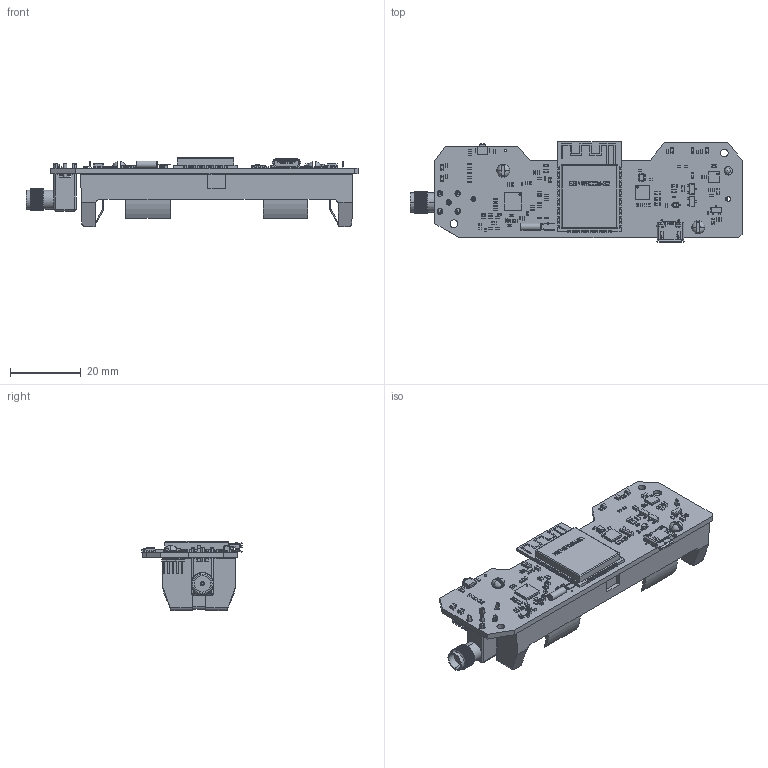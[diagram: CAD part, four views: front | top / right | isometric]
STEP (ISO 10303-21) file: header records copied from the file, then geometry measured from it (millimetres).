
FILE_DESCRIPTION(('KiCad electronic assembly'),'2;1');
FILE_NAME('L-Clip-V0.step','2019-02-17T22:20:49',('An Author'),( 'A Company'),'Open CASCADE STEP processor 6.9', 'KiCad to STEP converter','Unknown');
FILE_SCHEMA(('AUTOMOTIVE_DESIGN { 1 0 10303 214 1 1 1 1 }'));
Length unit declared in the file: millimetre
Products named in the file (40): Open CASCADE STEP translator 6.9 1; c-5-1814400-1-d-3d; SOLID; R_0402_1005Metric; C_0402_1005Metric; PinHeader_2x05_P1.27mm_Vertical_SMD; L_0402_1005Metric; QFN-32-1EP_5x5mm_P0.5mm_EP3.45x3.45mm; esp-wroom-32; LED_0603_1608Metric; 10103594; SOT-23; Crystal_DS26_D2.0mm_L6.0mm_Vertical; B3U_3000P[]_B; C_0603_1608Metric; D_SOD-323; R_0603_1608Metric; DFN-10-1EP_3x3mm_P0.5mm_EP1.55x2.48mm; KEYELCO_1043; COMPOUND; SOT-363_SC-70-6; QFN-20-1EP_4x4mm_P0.5mm_EP2.5x2.5mm
Assembly tree (129 placements, depth 3):
  Open CASCADE STEP translator 6.9 1
    c-5-1814400-1-d-3d
      SOLID
    R_0402_1005Metric  x34
      SOLID
    C_0402_1005Metric  x34
      SOLID
    PinHeader_2x05_P1.27mm_Vertical_SMD
      SOLID
    L_0402_1005Metric  x8
      SOLID
    QFN-32-1EP_5x5mm_P0.5mm_EP3.45x3.45mm
      SOLID
    esp-wroom-32
      SOLID
    LED_0603_1608Metric  x5
      SOLID
    10103594
      SOLID
    SOT-23  x3
      SOLID
    Crystal_DS26_D2.0mm_L6.0mm_Vertical
      SOLID
    B3U_3000P[]_B
      SOLID
    C_0603_1608Metric  x11
      SOLID
    D_SOD-323
      SOLID
    R_0603_1608Metric  x2
      SOLID
    DFN-10-1EP_3x3mm_P0.5mm_EP1.55x2.48mm
      SOLID
    KEYELCO_1043
      COMPOUND
    SOT-363_SC-70-6
      SOLID
    QFN-20-1EP_4x4mm_P0.5mm_EP2.5x2.5mm
      SOLID
    COMPOUND
Bounding box: 94.04 x 28.41 x 19.56 mm (x, y, z)
Volume: 10623.5 mm3; surface area: 13574.9 mm2
Topology: 112 solids, 113 shells, 5963 faces, 15986 edges, 10392 vertices
Faces by surface type: plane 4245, cylinder 1506, bspline 175, torus 14, revolution 10, sphere 7, cone 6
Full cylindrical faces by diameter (mm): 0.5 x5, 0.8 x2, 1.32 x2, 1.524 x1, 1.6 x4, 2 x1, 2.2 x2, 2.39 x1, 3.45 x2
Entity records: 284644 total; most frequent: CARTESIAN_POINT 85323, DIRECTION 33679, LINE 24416, VECTOR 24416, ORIENTED_EDGE 18358, PCURVE 18358, DEFINITIONAL_REPRESENTATION 18358, EDGE_CURVE 9179
